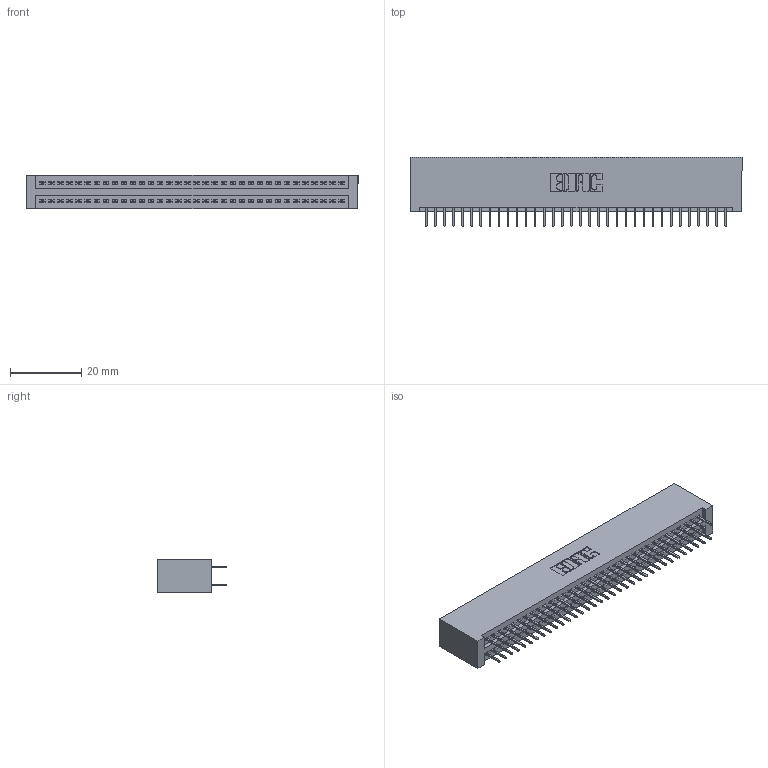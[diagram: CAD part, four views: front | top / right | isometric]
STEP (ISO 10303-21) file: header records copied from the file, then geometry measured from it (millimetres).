
FILE_DESCRIPTION (( 'STEP AP203' ), '1' );
FILE_NAME ('345-068-524-201.STEP', '2019-10-30T20:04:24', ( '' ), ( '' ), 'SwSTEP 2.0', 'SolidWorks 2016', '' );
FILE_SCHEMA (( 'CONFIG_CONTROL_DESIGN' ));
Length unit declared in the file: inch
Products named in the file (3): 345-292-001_345-293-124; 345-068-524-201; 345 Part_No Mounting Lugs
Assembly tree (69 placements, depth 2):
  345-068-524-201
    345 Part_No Mounting Lugs
    345-292-001_345-293-124  x68
Bounding box: 92.96 x 19.35 x 9.4 mm (x, y, z)
Volume: 9469.4 mm3; surface area: 13874 mm2
Topology: 69 solids, 69 shells, 3790 faces, 10721 edges, 6874 vertices
Faces by surface type: plane 2728, cylinder 1062
Entity records: 27551 total; most frequent: CARTESIAN_POINT 4624, ORIENTED_EDGE 4558, DIRECTION 4083, EDGE_CURVE 2279, VECTOR 2023, LINE 2023, VERTEX_POINT 1514, AXIS2_PLACEMENT_3D 1030
